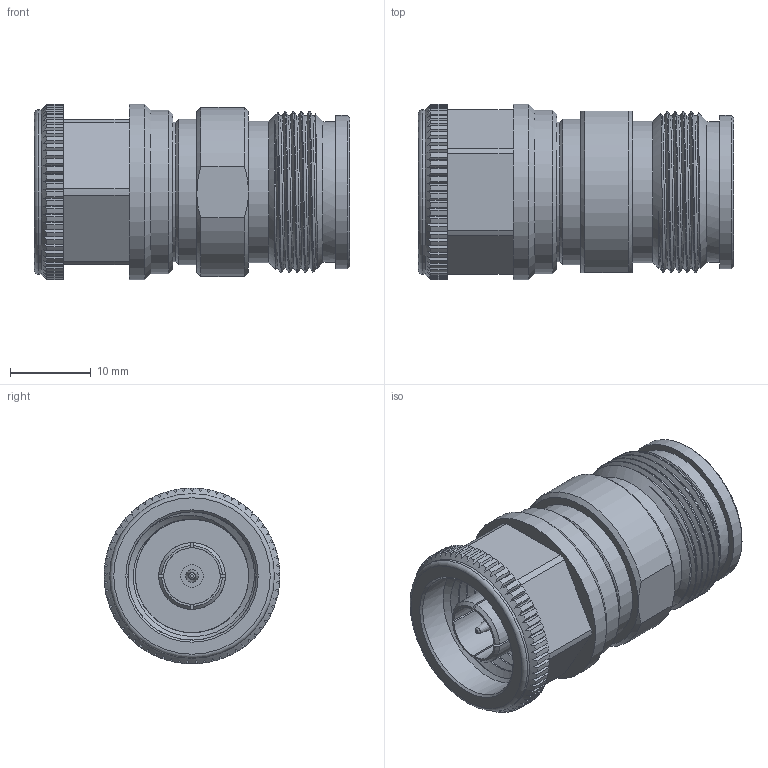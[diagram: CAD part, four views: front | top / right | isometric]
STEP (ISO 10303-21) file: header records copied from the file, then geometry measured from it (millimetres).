
FILE_DESCRIPTION (( 'STEP AP203' ), '1' );
FILE_NAME ('PE91388_3D.step', '2021-02-17T16:51:52', ( '' ), ( '' ), 'SwSTEP 2.0', 'SolidWorks 2018', '' );
FILE_SCHEMA (( 'CONFIG_CONTROL_DESIGN' ));
Length unit declared in the file: inch
Products named in the file (1): PE91388_3D
Bounding box: 39 x 21.78 x 21.78 mm (x, y, z)
Volume: 8285.9 mm3; surface area: 6312.6 mm2
Topology: 1 solids, 1 shells, 358 faces, 1014 edges, 673 vertices
Faces by surface type: plane 227, cylinder 100, cone 23, bspline 6, torus 2
Full cylindrical faces by diameter (mm): 1.524 x1, 2.794 x1, 3.114 x1, 3.445 x1, 4.13 x2, 6.985 x1, 8.255 x2, 9.627 x1, 14.909 x1, 15.875 x5, 17.244 x1, 17.404 x1, 17.473 x2, 18 x1, 18.973 x1, 20.233 x1, 20.385 x1, 21.775 x1
Entity records: 13793 total; most frequent: CARTESIAN_POINT 4920, ORIENTED_EDGE 1892, DIRECTION 1743, EDGE_CURVE 946, VERTEX_POINT 645, AXIS2_PLACEMENT_3D 623, LINE 497, VECTOR 497
